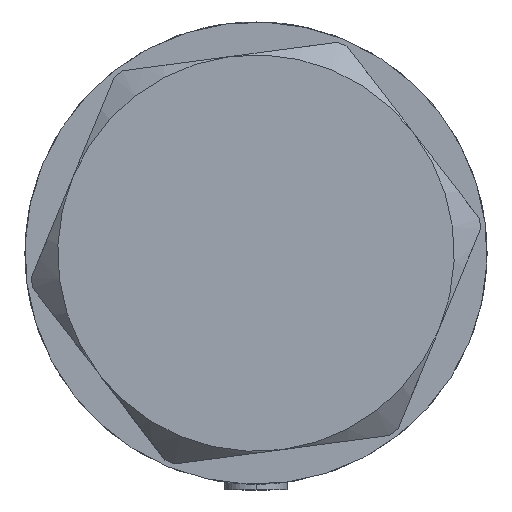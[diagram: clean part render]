
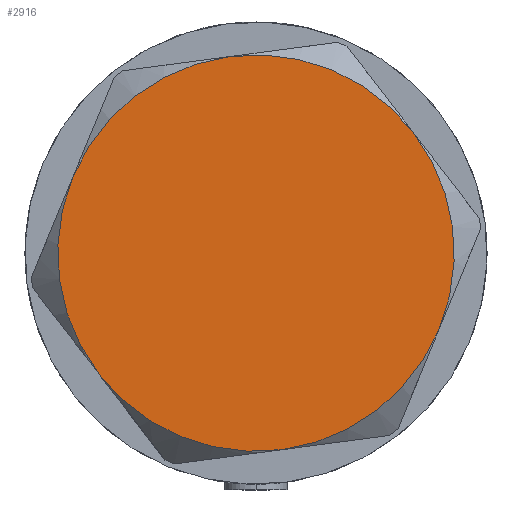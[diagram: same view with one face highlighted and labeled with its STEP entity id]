
A CAD part, left-side view. The second image highlights one B-rep face of the part: STEP entity #2916.
In plain terms, the highlighted face is planar.
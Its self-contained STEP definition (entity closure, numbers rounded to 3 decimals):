
#12 = DIRECTION ( 'NONE',  ( 1., 0., 0. ) ) ;
#61 = CIRCLE ( 'NONE', #2429, 37.75 ) ;
#92 = CARTESIAN_POINT ( 'NONE',  ( 0., 0., 13. ) ) ;
#118 = ORIENTED_EDGE ( 'NONE', *, *, #3538, .T. ) ;
#130 = CARTESIAN_POINT ( 'NONE',  ( -18.875, -32.692, 13. ) ) ;
#200 = CIRCLE ( 'NONE', #2406, 37.75 ) ;
#506 = DIRECTION ( 'NONE',  ( 0., 0., 1. ) ) ;
#516 = ORIENTED_EDGE ( 'NONE', *, *, #754, .T. ) ;
#552 = VERTEX_POINT ( 'NONE', #130 ) ;
#597 = CARTESIAN_POINT ( 'NONE',  ( 0., 0., 13. ) ) ;
#616 = DIRECTION ( 'NONE',  ( 1., 0., 0. ) ) ;
#754 = EDGE_CURVE ( 'NONE', #552, #2938, #200, .T. ) ;
#860 = CIRCLE ( 'NONE', #3521, 37.75 ) ;
#866 = DIRECTION ( 'NONE',  ( 0., 0., 1. ) ) ;
#897 = ORIENTED_EDGE ( 'NONE', *, *, #4532, .T. ) ;
#1153 = ORIENTED_EDGE ( 'NONE', *, *, #2260, .T. ) ;
#1304 = CIRCLE ( 'NONE', #3581, 37.75 ) ;
#1322 = CARTESIAN_POINT ( 'NONE',  ( 18.875, -32.692, 13. ) ) ;
#1534 = CARTESIAN_POINT ( 'NONE',  ( -37.75, 0., 13. ) ) ;
#1710 = EDGE_LOOP ( 'NONE', ( #1153, #118, #3918, #3176, #897, #516 ) ) ;
#1747 = VERTEX_POINT ( 'NONE', #4845 ) ;
#1802 = CARTESIAN_POINT ( 'NONE',  ( 37.75, 0., 13. ) ) ;
#1944 = EDGE_CURVE ( 'NONE', #2619, #2142, #4754, .T. ) ;
#1962 = FACE_OUTER_BOUND ( 'NONE', #1710, .T. ) ;
#2095 = DIRECTION ( 'NONE',  ( 0., 0., 1. ) ) ;
#2142 = VERTEX_POINT ( 'NONE', #1534 ) ;
#2220 = CARTESIAN_POINT ( 'NONE',  ( 0., 0., 13. ) ) ;
#2260 = EDGE_CURVE ( 'NONE', #2938, #3936, #1304, .T. ) ;
#2268 = CARTESIAN_POINT ( 'NONE',  ( 0., 0., 13. ) ) ;
#2406 = AXIS2_PLACEMENT_3D ( 'NONE', #2220, #4543, #2630 ) ;
#2429 = AXIS2_PLACEMENT_3D ( 'NONE', #3596, #3618, #2861 ) ;
#2445 = DIRECTION ( 'NONE',  ( 1., 0., 0. ) ) ;
#2485 = CARTESIAN_POINT ( 'NONE',  ( 0., 0., 13. ) ) ;
#2619 = VERTEX_POINT ( 'NONE', #2750 ) ;
#2630 = DIRECTION ( 'NONE',  ( 1., 0., 0. ) ) ;
#2750 = CARTESIAN_POINT ( 'NONE',  ( -18.875, 32.692, 13. ) ) ;
#2861 = DIRECTION ( 'NONE',  ( 1., 0., 0. ) ) ;
#2916 = ADVANCED_FACE ( 'NONE', ( #1962 ), #3555, .T. ) ;
#2938 = VERTEX_POINT ( 'NONE', #1322 ) ;
#3176 = ORIENTED_EDGE ( 'NONE', *, *, #1944, .T. ) ;
#3409 = DIRECTION ( 'NONE',  ( 0., 0., 1. ) ) ;
#3521 = AXIS2_PLACEMENT_3D ( 'NONE', #2268, #3409, #3748 ) ;
#3536 = EDGE_CURVE ( 'NONE', #1747, #2619, #3895, .T. ) ;
#3538 = EDGE_CURVE ( 'NONE', #3936, #1747, #61, .T. ) ;
#3555 = PLANE ( 'NONE',  #4131 ) ;
#3577 = AXIS2_PLACEMENT_3D ( 'NONE', #2485, #3974, #616 ) ;
#3581 = AXIS2_PLACEMENT_3D ( 'NONE', #92, #866, #12 ) ;
#3596 = CARTESIAN_POINT ( 'NONE',  ( 0., 0., 13. ) ) ;
#3618 = DIRECTION ( 'NONE',  ( 0., 0., 1. ) ) ;
#3748 = DIRECTION ( 'NONE',  ( 1., 0., 0. ) ) ;
#3840 = DIRECTION ( 'NONE',  ( 1., 0., 0. ) ) ;
#3895 = CIRCLE ( 'NONE', #4534, 37.75 ) ;
#3897 = CARTESIAN_POINT ( 'NONE',  ( 0., 0., 13. ) ) ;
#3918 = ORIENTED_EDGE ( 'NONE', *, *, #3536, .T. ) ;
#3936 = VERTEX_POINT ( 'NONE', #1802 ) ;
#3974 = DIRECTION ( 'NONE',  ( 0., 0., 1. ) ) ;
#4131 = AXIS2_PLACEMENT_3D ( 'NONE', #3897, #506, #2445 ) ;
#4532 = EDGE_CURVE ( 'NONE', #2142, #552, #860, .T. ) ;
#4534 = AXIS2_PLACEMENT_3D ( 'NONE', #597, #2095, #3840 ) ;
#4543 = DIRECTION ( 'NONE',  ( 0., 0., 1. ) ) ;
#4754 = CIRCLE ( 'NONE', #3577, 37.75 ) ;
#4845 = CARTESIAN_POINT ( 'NONE',  ( 18.875, 32.692, 13. ) ) ;
